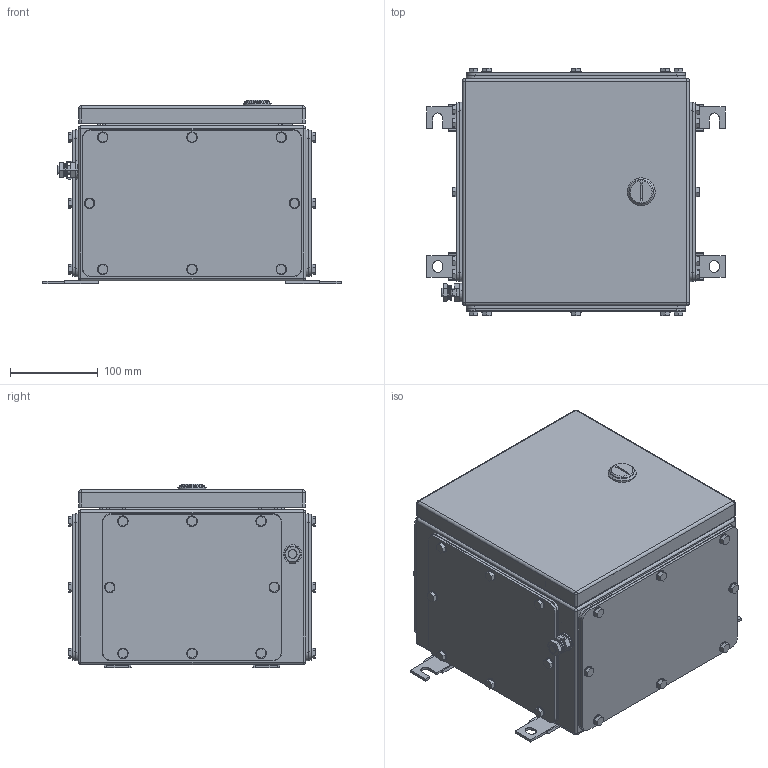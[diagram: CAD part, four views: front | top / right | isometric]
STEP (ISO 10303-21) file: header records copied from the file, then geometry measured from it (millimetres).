
FILE_DESCRIPTION(('CATIA V5 STEP Exchange','CAx-IF Rec.Pracs.--- Model Styling and Organization---1.4--- 2014-01-23'),'2;1');
FILE_NAME ('008772-7_3_1199990000_1199990000.stp','2019-09-23T06:19:23+00:00',('none'),('Weidmueller'),'CATIA Version 5-6 Release 2016 SP3 HF44','CATIA V5 STEP AP214','none');
FILE_SCHEMA(('AUTOMOTIVE_DESIGN { 1 0 10303 214 1 1 1 1 }'));
Products named in the file (1): 1199990000
Bounding box: 341 x 282 x 209.8 mm (x, y, z)
Volume: 1126491.6 mm3; surface area: 1076114.8 mm2
Topology: 109 solids, 110 shells, 2193 faces, 5034 edges, 3164 vertices
Faces by surface type: cylinder 1016, plane 907, cone 220, sphere 24, torus 22, bspline 4
Entity records: 59654 total; most frequent: CARTESIAN_POINT 13163, ORIENTED_EDGE 9872, DIRECTION 7775, EDGE_CURVE 4936, AXIS2_PLACEMENT_3D 3464, VERTEX_POINT 3164, VECTOR 2691, LINE 2691
